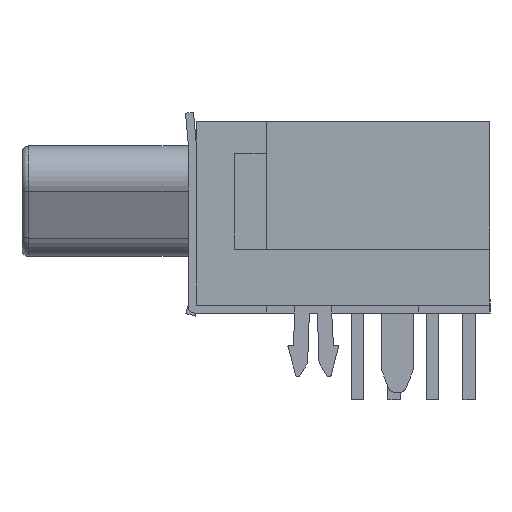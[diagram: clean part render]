
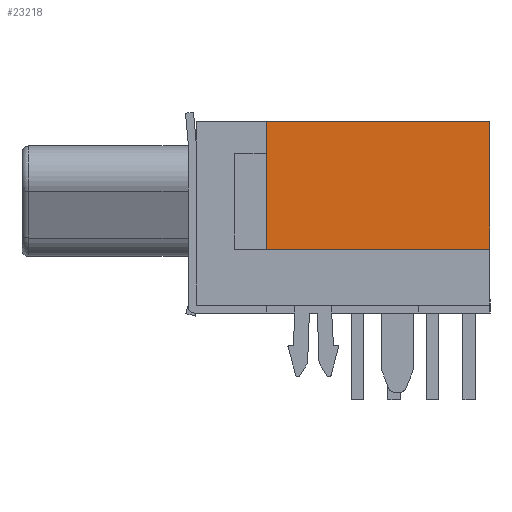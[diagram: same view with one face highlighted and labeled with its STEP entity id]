
A CAD part, left-side view. The second image highlights one B-rep face of the part: STEP entity #23218.
In plain terms, the highlighted planar face has unit normal (-1, 0, 0).
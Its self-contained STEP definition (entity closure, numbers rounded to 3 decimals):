
#22053=CARTESIAN_POINT('',(-16.15,4.6,2.0));
#22054=VERTEX_POINT('',#22053);
#22061=CARTESIAN_POINT('',(-16.15,4.6,6.0));
#22062=VERTEX_POINT('',#22061);
#22063=CARTESIAN_POINT('',(-16.15,4.6,6.0));
#22064=DIRECTION('',(0.0,0.0,-1.0));
#22065=VECTOR('',#22064,4.0);
#22066=LINE('',#22063,#22065);
#22067=EDGE_CURVE('',#22062,#22054,#22066,.T.);
#23151=CARTESIAN_POINT('',(-16.15,-2.4,2.));
#23152=VERTEX_POINT('',#23151);
#23159=CARTESIAN_POINT('',(-16.15,-2.4,2.));
#23160=DIRECTION('',(0.0,1.0,0.0));
#23161=VECTOR('',#23160,7.);
#23162=LINE('',#23159,#23161);
#23163=EDGE_CURVE('',#23152,#22054,#23162,.T.);
#23195=CARTESIAN_POINT('',(-16.15,-2.75,1.8));
#23196=DIRECTION('',(1.0,0.0,0.0));
#23197=DIRECTION('',(0.0,1.0,0.0));
#23198=AXIS2_PLACEMENT_3D('',#23195,#23196,#23197);
#23199=PLANE('',#23198);
#23200=CARTESIAN_POINT('',(-16.15,-2.4,6.));
#23201=VERTEX_POINT('',#23200);
#23202=CARTESIAN_POINT('',(-16.15,-2.4,6.));
#23203=DIRECTION('',(0.0,1.0,0.0));
#23204=VECTOR('',#23203,7.);
#23205=LINE('',#23202,#23204);
#23206=EDGE_CURVE('',#23201,#22062,#23205,.T.);
#23207=ORIENTED_EDGE('',*,*,#23206,.T.);
#23208=ORIENTED_EDGE('',*,*,#22067,.T.);
#23209=ORIENTED_EDGE('',*,*,#23163,.F.);
#23210=CARTESIAN_POINT('',(-16.15,-2.4,6.));
#23211=DIRECTION('',(0.0,0.0,-1.0));
#23212=VECTOR('',#23211,4.0);
#23213=LINE('',#23210,#23212);
#23214=EDGE_CURVE('',#23201,#23152,#23213,.T.);
#23215=ORIENTED_EDGE('',*,*,#23214,.F.);
#23216=EDGE_LOOP('',(#23207,#23208,#23209,#23215));
#23217=FACE_OUTER_BOUND('',#23216,.T.);
#23218=ADVANCED_FACE('',(#23217),#23199,.F.);
